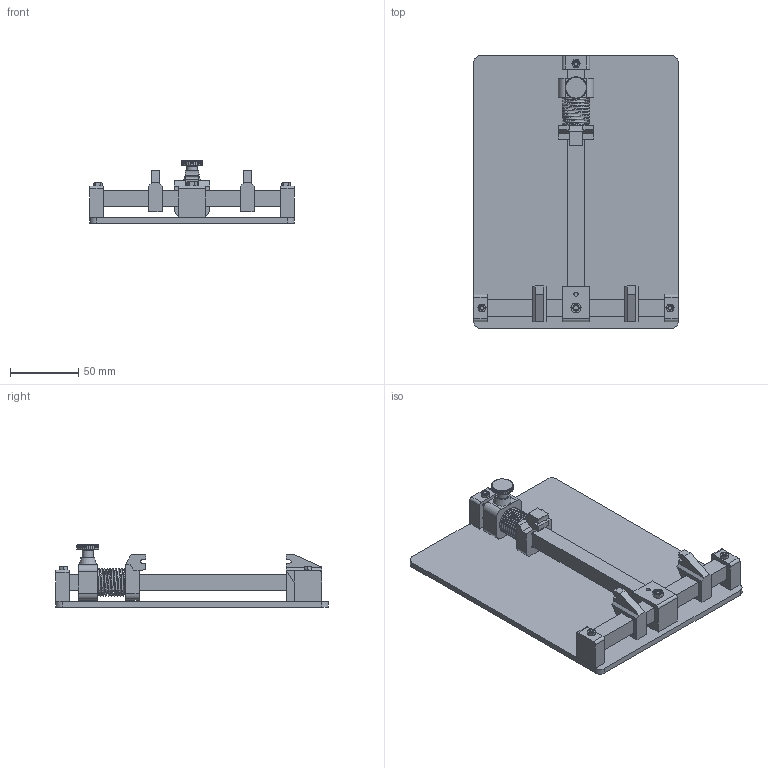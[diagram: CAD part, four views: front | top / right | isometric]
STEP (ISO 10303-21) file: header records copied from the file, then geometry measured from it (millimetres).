
FILE_DESCRIPTION(/* description */ ('Unknown'),/* implementation_level */ '2;1');
FILE_NAME(/* name */ 'Pcb Holder',/* time_stamp */ '2020-11-09T21:43:29+03:00',/* author */ ('Unknown'),/* organization */ ('Unknown'),/* preprocessor_version */ 'ST-DEVELOPER v16.7',/* originating_system */ 'Solid Edge',/* authorisation */ 'Unknown');
FILE_SCHEMA (('AUTOMOTIVE_DESIGN {1 0 10303 214 3 1 1}'));
Length unit declared in the file: millimetre
Products named in the file (15): òèñêè pcb; 瀇僔蠂縺; îñü1; îñü2; ïëàñòèê1; ïëàñòèê2; ïëàñòèê3; ïëàñòèê4; ïëàñòèê5; 瀔鵵; Screw_DIN_7991_M3x30_v16.00; Screw_DIN_7991_M4x30_v16.00; Nut_DIN_934_1987_M3_v16.00; Nut_DIN_934_1987_M4_v16.00; Screw_DIN_464_M4x14_v17.00
Assembly tree (21 placements, depth 2):
  òèñêè pcb
    瀇僔蠂縺
    îñü1
    îñü2
    ïëàñòèê1
    ïëàñòèê2  x3
    ïëàñòèê3  x2
    ïëàñòèê4
    ïëàñòèê5
    瀔鵵
    Screw_DIN_7991_M3x30_v16.00  x3
    Screw_DIN_7991_M4x30_v16.00
    Nut_DIN_934_1987_M3_v16.00  x3
    Nut_DIN_934_1987_M4_v16.00
    Screw_DIN_464_M4x14_v17.00
Bounding box: 150 x 200 x 45.7 mm (x, y, z)
Volume: 214380.3 mm3; surface area: 106247.1 mm2
Topology: 22 solids, 22 shells, 583 faces, 1387 edges, 863 vertices
Faces by surface type: plane 318, cylinder 138, cone 116, torus 6, sphere 4, bspline 1
Full cylindrical faces by diameter (mm): 2.387 x3, 2.459 x3, 3 x13, 3.141 x1, 3.242 x1, 3.4 x4, 4 x6, 6 x3, 6.5 x3, 8 x2, 8.6 x1, 10 x1
Entity records: 15249 total; most frequent: CARTESIAN_POINT 3505, DIRECTION 2016, ORIENTED_EDGE 1904, EDGE_CURVE 952, AXIS2_PLACEMENT_3D 774, VERTEX_POINT 612, EDGE_LOOP 526, FACE_BOUND 526
